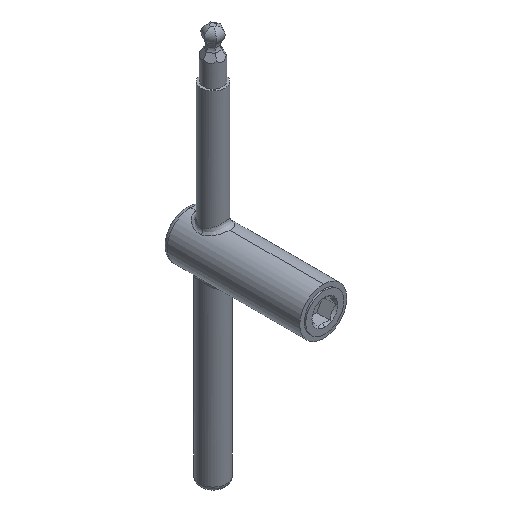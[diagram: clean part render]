
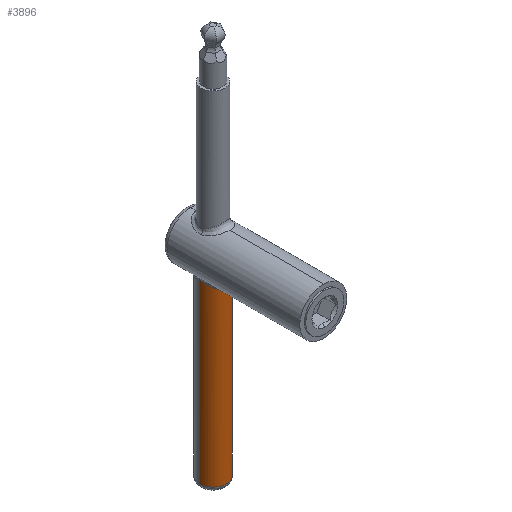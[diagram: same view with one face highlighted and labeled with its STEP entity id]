
A CAD part, isometric view. The second image highlights one B-rep face of the part: STEP entity #3896.
In plain terms, the highlighted cylindrical face has radius 6.985 mm (diameter 13.97 mm), a partial arc.
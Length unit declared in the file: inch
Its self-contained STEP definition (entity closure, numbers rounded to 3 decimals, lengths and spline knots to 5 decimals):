
#1033 = CARTESIAN_POINT ( 'NONE',  ( -0.275, 2.275, -0.44115 ) ) ;
#1034 = CARTESIAN_POINT ( 'NONE',  ( -0.275, 2.26628, -0.44115 ) ) ;
#1035 = CARTESIAN_POINT ( 'NONE',  ( -0.27457, 2.25742, -0.44165 ) ) ;
#1036 = CARTESIAN_POINT ( 'NONE',  ( -0.27292, 2.24015, -0.44355 ) ) ;
#1037 = CARTESIAN_POINT ( 'NONE',  ( -0.2717, 2.23168, -0.44495 ) ) ;
#1038 = CARTESIAN_POINT ( 'NONE',  ( -0.26851, 2.21502, -0.44853 ) ) ;
#1039 = CARTESIAN_POINT ( 'NONE',  ( -0.26655, 2.20684, -0.45071 ) ) ;
#1085 = CARTESIAN_POINT ( 'NONE',  ( 0.275, 2.275, -0.44115 ) ) ;
#1087 = CARTESIAN_POINT ( 'NONE',  ( 0.20844, 2.09538, -0.50453 ) ) ;
#1088 = CARTESIAN_POINT ( 'NONE',  ( 0.21442, 2.10256, -0.49982 ) ) ;
#1089 = CARTESIAN_POINT ( 'NONE',  ( 0.2312, 2.12494, -0.48596 ) ) ;
#1090 = CARTESIAN_POINT ( 'NONE',  ( 0.24082, 2.14087, -0.47706 ) ) ;
#1091 = CARTESIAN_POINT ( 'NONE',  ( 0.25296, 2.1667, -0.46509 ) ) ;
#1092 = CARTESIAN_POINT ( 'NONE',  ( 0.25661, 2.17564, -0.46133 ) ) ;
#1094 = B_SPLINE_CURVE_WITH_KNOTS ( 'NONE', 3,
 ( #1085, #1136, #1135, #1134, #1133, #1132, #1131, #1092, #1091, #1090, #1089, #1088, #1087, #1102, #1101, #1100, #1099, #1098, #1097, #1152, #1151, #1150, #1149, #1148, #1147, #1146, #1145, #1178 ),
 .UNSPECIFIED., .F., .F.,
 ( 4, 2, 2, 2, 2, 2, 2, 2, 2, 2, 2, 2, 2, 4 ),
 ( 0.01171, 0.0125, 0.0133, 0.0141, 0.0149, 0.0165, 0.01729, 0.01809, 0.01889, 0.01969, 0.02129, 0.02288, 0.02368, 0.02448 ),
 .UNSPECIFIED. ) ;
#1097 = CARTESIAN_POINT ( 'NONE',  ( 0.14443, 2.04079, -0.5446 ) ) ;
#1098 = CARTESIAN_POINT ( 'NONE',  ( 0.15254, 2.04599, -0.54047 ) ) ;
#1099 = CARTESIAN_POINT ( 'NONE',  ( 0.16797, 2.05705, -0.53189 ) ) ;
#1100 = CARTESIAN_POINT ( 'NONE',  ( 0.17529, 2.0629, -0.52746 ) ) ;
#1101 = CARTESIAN_POINT ( 'NONE',  ( 0.18923, 2.07524, -0.51842 ) ) ;
#1102 = CARTESIAN_POINT ( 'NONE',  ( 0.19585, 2.08173, -0.51382 ) ) ;
#1131 = CARTESIAN_POINT ( 'NONE',  ( 0.26308, 2.19431, -0.4545 ) ) ;
#1132 = CARTESIAN_POINT ( 'NONE',  ( 0.26585, 2.20395, -0.45148 ) ) ;
#1133 = CARTESIAN_POINT ( 'NONE',  ( 0.27033, 2.22353, -0.44651 ) ) ;
#1134 = CARTESIAN_POINT ( 'NONE',  ( 0.27205, 2.23352, -0.44455 ) ) ;
#1135 = CARTESIAN_POINT ( 'NONE',  ( 0.27439, 2.25396, -0.44187 ) ) ;
#1136 = CARTESIAN_POINT ( 'NONE',  ( 0.275, 2.26453, -0.44115 ) ) ;
#1145 = CARTESIAN_POINT ( 'NONE',  ( -0.02975, 2.00142, -0.57775 ) ) ;
#1146 = CARTESIAN_POINT ( 'NONE',  ( -0.01945, 2.00049, -0.57857 ) ) ;
#1147 = CARTESIAN_POINT ( 'NONE',  ( 0.00141, 1.99981, -0.57917 ) ) ;
#1148 = CARTESIAN_POINT ( 'NONE',  ( 0.01192, 2.00007, -0.57894 ) ) ;
#1149 = CARTESIAN_POINT ( 'NONE',  ( 0.04274, 2.00256, -0.57674 ) ) ;
#1150 = CARTESIAN_POINT ( 'NONE',  ( 0.06273, 2.00648, -0.57328 ) ) ;
#1151 = CARTESIAN_POINT ( 'NONE',  ( 0.10145, 2.01859, -0.56287 ) ) ;
#1152 = CARTESIAN_POINT ( 'NONE',  ( 0.11935, 2.0265, -0.55618 ) ) ;
#1154 = CARTESIAN_POINT ( 'NONE',  ( -0.26191, 2.19074, -0.45575 ) ) ;
#1155 = CARTESIAN_POINT ( 'NONE',  ( -0.25922, 2.18283, -0.4586 ) ) ;
#1156 = CARTESIAN_POINT ( 'NONE',  ( -0.25035, 2.16004, -0.46776 ) ) ;
#1157 = CARTESIAN_POINT ( 'NONE',  ( -0.24329, 2.14584, -0.47472 ) ) ;
#1158 = CARTESIAN_POINT ( 'NONE',  ( -0.22699, 2.11896, -0.4895 ) ) ;
#1159 = CARTESIAN_POINT ( 'NONE',  ( -0.21767, 2.10623, -0.49738 ) ) ;
#1160 = CARTESIAN_POINT ( 'NONE',  ( -0.19727, 2.08277, -0.51297 ) ) ;
#1161 = CARTESIAN_POINT ( 'NONE',  ( -0.18613, 2.07196, -0.52072 ) ) ;
#1162 = CARTESIAN_POINT ( 'NONE',  ( -0.16178, 2.05206, -0.53564 ) ) ;
#1163 = CARTESIAN_POINT ( 'NONE',  ( -0.14843, 2.04294, -0.54284 ) ) ;
#1164 = CARTESIAN_POINT ( 'NONE',  ( -0.12033, 2.0272, -0.55563 ) ) ;
#1165 = CARTESIAN_POINT ( 'NONE',  ( -0.10548, 2.02049, -0.56128 ) ) ;
#1166 = CARTESIAN_POINT ( 'NONE',  ( -0.07392, 2.0096, -0.57058 ) ) ;
#1167 = CARTESIAN_POINT ( 'NONE',  ( -0.05701, 2.00542, -0.57423 ) ) ;
#1178 = CARTESIAN_POINT ( 'NONE',  ( -0.03993, 2.00291, -0.57643 ) ) ;
#1180 = CARTESIAN_POINT ( 'NONE',  ( -0.03993, 2.00291, -0.57643 ) ) ;
#1182 = B_SPLINE_CURVE_WITH_KNOTS ( 'NONE', 3,
 ( #1180, #1167, #1166, #1165, #1164, #1163, #1162, #1161, #1160, #1159, #1158, #1157, #1156, #1155, #1154, #1039, #1038, #1037, #1036, #1035, #1034, #1033 ),
 .UNSPECIFIED., .F., .F.,
 ( 4, 2, 2, 2, 2, 2, 2, 2, 2, 2, 4 ),
 ( 0.02448, 0.02582, 0.02716, 0.0285, 0.02984, 0.03118, 0.03252, 0.03319, 0.03386, 0.03453, 0.0352 ),
 .UNSPECIFIED. ) ;
#1212 = FACE_OUTER_BOUND ( 'NONE', #4015, .T. ) ;
#1314 = DIRECTION ( 'NONE',  ( 1., 0., 0. ) ) ;
#1315 = DIRECTION ( 'NONE',  ( 0., 0., 1. ) ) ;
#1316 = CARTESIAN_POINT ( 'NONE',  ( 0., 2.275, -4.125 ) ) ;
#1317 = AXIS2_PLACEMENT_3D ( 'NONE', #1316, #1315, #1314 ) ;
#1324 = CYLINDRICAL_SURFACE ( 'NONE', #1317, 0.275 ) ;
#1557 = CARTESIAN_POINT ( 'NONE',  ( 0., 2.275, -4.025 ) ) ;
#1571 = AXIS2_PLACEMENT_3D ( 'NONE', #1557, #1598, #1597 ) ;
#1597 = DIRECTION ( 'NONE',  ( 1., 0., 0. ) ) ;
#1598 = DIRECTION ( 'NONE',  ( 0., 0., 1. ) ) ;
#1628 = CIRCLE ( 'NONE', #1571, 0.275 ) ;
#3595 = VERTEX_POINT ( 'NONE', #4279 ) ;
#3628 = EDGE_CURVE ( 'NONE', #3728, #3815, #4301, .T. ) ;
#3646 = EDGE_CURVE ( 'NONE', #3737, #3595, #4393, .T. ) ;
#3728 = VERTEX_POINT ( 'NONE', #4556 ) ;
#3737 = VERTEX_POINT ( 'NONE', #4406 ) ;
#3811 = VERTEX_POINT ( 'NONE', #5878 ) ;
#3815 = VERTEX_POINT ( 'NONE', #5885 ) ;
#3823 = EDGE_CURVE ( 'NONE', #3815, #3811, #1094, .T. ) ;
#3845 = ORIENTED_EDGE ( 'NONE', *, *, #3628, .T. ) ;
#3846 = ORIENTED_EDGE ( 'NONE', *, *, #3823, .T. ) ;
#3847 = EDGE_CURVE ( 'NONE', #3811, #3595, #1182, .T. ) ;
#3881 = ORIENTED_EDGE ( 'NONE', *, *, #3646, .F. ) ;
#3896 = ADVANCED_FACE ( 'NONE', ( #1212 ), #1324, .T. ) ;
#3977 = EDGE_CURVE ( 'NONE', #3737, #3728, #1628, .T. ) ;
#3985 = ORIENTED_EDGE ( 'NONE', *, *, #3977, .T. ) ;
#4012 = ORIENTED_EDGE ( 'NONE', *, *, #3847, .T. ) ;
#4015 = EDGE_LOOP ( 'NONE', ( #3881, #3985, #3845, #3846, #4012 ) ) ;
#4279 = CARTESIAN_POINT ( 'NONE',  ( -0.275, 2.275, -0.44115 ) ) ;
#4296 = DIRECTION ( 'NONE',  ( 0., 0., 1. ) ) ;
#4297 = VECTOR ( 'NONE', #4296, 39.37008 ) ;
#4301 = LINE ( 'NONE', #4303, #4297 ) ;
#4303 = CARTESIAN_POINT ( 'NONE',  ( 0.275, 2.275, -4.125 ) ) ;
#4393 = LINE ( 'NONE', #4442, #4440 ) ;
#4406 = CARTESIAN_POINT ( 'NONE',  ( -0.275, 2.275, -4.025 ) ) ;
#4424 = DIRECTION ( 'NONE',  ( 0., 0., 1. ) ) ;
#4440 = VECTOR ( 'NONE', #4424, 39.37008 ) ;
#4442 = CARTESIAN_POINT ( 'NONE',  ( -0.275, 2.275, -4.125 ) ) ;
#4556 = CARTESIAN_POINT ( 'NONE',  ( 0.275, 2.275, -4.025 ) ) ;
#5878 = CARTESIAN_POINT ( 'NONE',  ( -0.03993, 2.00291, -0.57643 ) ) ;
#5885 = CARTESIAN_POINT ( 'NONE',  ( 0.275, 2.275, -0.44115 ) ) ;
